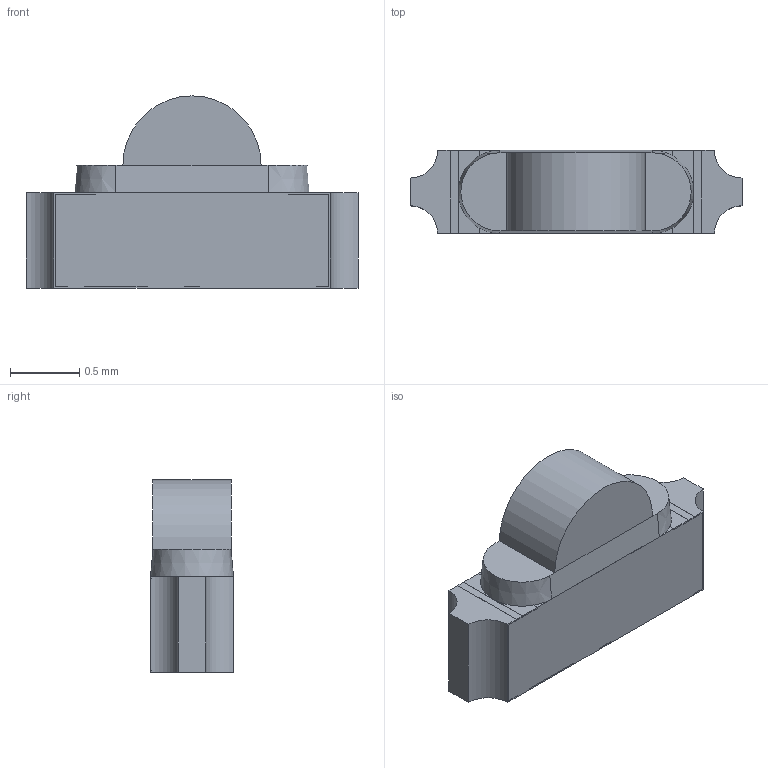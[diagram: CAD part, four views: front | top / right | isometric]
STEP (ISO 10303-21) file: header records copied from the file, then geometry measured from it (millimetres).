
FILE_DESCRIPTION(/* description */ ('Unknown'),/* implementation_level */ '2;1');
FILE_NAME(/* name */ '15410294AA170',/* time_stamp */ '2018-04-23T15:31:05+02:00',/* author */ ('Unknown'),/* organization */ ('Unknown'),/* preprocessor_version */ 'ST-DEVELOPER v16.7',/* originating_system */ 'DEX',/* authorisation */ $);
FILE_SCHEMA (('AUTOMOTIVE_DESIGN {1 0 10303 214 3 1 1}'));
Length unit declared in the file: millimetre
Products named in the file (4): 15410294AA170; Body; Dome; Pins
Assembly tree (3 placements, depth 2):
  15410294AA170
    Body
    Dome
    Pins
Bounding box: 2.4 x 0.6 x 1.39 mm (x, y, z)
Volume: 1.3 mm3; surface area: 14.9 mm2
Topology: 10 solids, 10 shells, 190 faces, 506 edges, 336 vertices
Faces by surface type: plane 162, cylinder 26, cone 2
Entity records: 6613 total; most frequent: CARTESIAN_POINT 1036, ORIENTED_EDGE 1012, DIRECTION 950, EDGE_CURVE 506, LINE 450, VECTOR 450, VERTEX_POINT 336, AXIS2_PLACEMENT_3D 250
